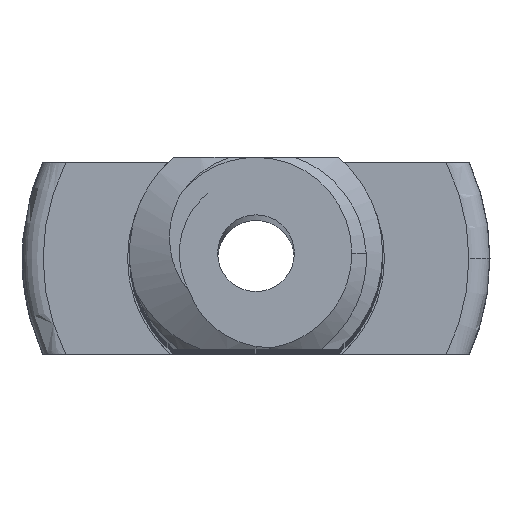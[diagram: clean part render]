
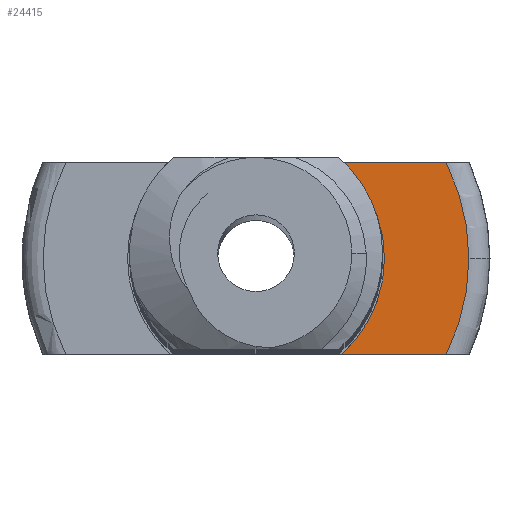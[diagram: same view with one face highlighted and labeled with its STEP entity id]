
A CAD part, top view. The second image highlights one B-rep face of the part: STEP entity #24415.
In plain terms, the highlighted planar face has unit normal (0, 0, 1).
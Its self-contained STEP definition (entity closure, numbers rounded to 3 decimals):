
#5856 = PLANE('',#5857);
#5857 = AXIS2_PLACEMENT_3D('',#5858,#5859,#5860);
#5858 = CARTESIAN_POINT('',(12.5,-2.5,91.716));
#5859 = DIRECTION('',(0.,1.,0.));
#5860 = DIRECTION('',(-1.,0.,0.));
#6645 = PLANE('',#6646);
#6646 = AXIS2_PLACEMENT_3D('',#6647,#6648,#6649);
#6647 = CARTESIAN_POINT('',(-12.5,2.5,91.716));
#6648 = DIRECTION('',(0.,-1.,0.));
#6649 = DIRECTION('',(1.,0.,0.));
#8526 = VERTEX_POINT('',#8527);
#8527 = CARTESIAN_POINT('',(2.23,-2.5,0.));
#8541 = CYLINDRICAL_SURFACE('',#8542,3.35);
#8542 = AXIS2_PLACEMENT_3D('',#8543,#8544,#8545);
#8543 = CARTESIAN_POINT('',(0.,0.,1.8)
  );
#8544 = DIRECTION('',(0.,0.,-1.));
#8545 = DIRECTION('',(1.,0.,0.));
#8553 = EDGE_CURVE('',#8554,#8526,#8556,.T.);
#8554 = VERTEX_POINT('',#8555);
#8555 = CARTESIAN_POINT('',(4.955,-2.5,0.));
#8556 = SURFACE_CURVE('',#8557,(#8561,#8568),.PCURVE_S1.);
#8557 = LINE('',#8558,#8559);
#8558 = CARTESIAN_POINT('',(6.25,-2.5,0.));
#8559 = VECTOR('',#8560,1.);
#8560 = DIRECTION('',(-1.,0.,0.));
#8561 = PCURVE('',#5856,#8562);
#8562 = DEFINITIONAL_REPRESENTATION('',(#8563),#8567);
#8563 = LINE('',#8564,#8565);
#8564 = CARTESIAN_POINT('',(6.25,-91.716));
#8565 = VECTOR('',#8566,1.);
#8566 = DIRECTION('',(1.,0.));
#8567 = ( GEOMETRIC_REPRESENTATION_CONTEXT(2) 
PARAMETRIC_REPRESENTATION_CONTEXT() REPRESENTATION_CONTEXT('2D SPACE',''
  ) );
#8568 = PCURVE('',#8569,#8574);
#8569 = PLANE('',#8570);
#8570 = AXIS2_PLACEMENT_3D('',#8571,#8572,#8573);
#8571 = CARTESIAN_POINT('',(0.,0.,
    0.));
#8572 = DIRECTION('',(0.,0.,-1.));
#8573 = DIRECTION('',(1.,0.,0.));
#8574 = DEFINITIONAL_REPRESENTATION('',(#8575),#8579);
#8575 = LINE('',#8576,#8577);
#8576 = CARTESIAN_POINT('',(6.25,2.5));
#8577 = VECTOR('',#8578,1.);
#8578 = DIRECTION('',(-1.,0.));
#8579 = ( GEOMETRIC_REPRESENTATION_CONTEXT(2) 
PARAMETRIC_REPRESENTATION_CONTEXT() REPRESENTATION_CONTEXT('2D SPACE',''
  ) );
#8635 = TOROIDAL_SURFACE('',#8636,5.55,0.55);
#8636 = AXIS2_PLACEMENT_3D('',#8637,#8638,#8639);
#8637 = CARTESIAN_POINT('',(0.,0.,-0.55)
  );
#8638 = DIRECTION('',(0.,0.,1.));
#8639 = DIRECTION('',(1.,0.,0.));
#19952 = TOROIDAL_SURFACE('',#19953,5.55,0.55);
#19953 = AXIS2_PLACEMENT_3D('',#19954,#19955,#19956);
#19954 = CARTESIAN_POINT('',(0.,0.,-0.55
    ));
#19955 = DIRECTION('',(0.,0.,1.));
#19956 = DIRECTION('',(1.,0.,0.));
#22062 = VERTEX_POINT('',#22063);
#22063 = CARTESIAN_POINT('',(4.955,2.5,0.));
#22141 = EDGE_CURVE('',#22142,#22062,#22144,.T.);
#22142 = VERTEX_POINT('',#22143);
#22143 = CARTESIAN_POINT('',(2.23,2.5,0.));
#22144 = SURFACE_CURVE('',#22145,(#22149,#22156),.PCURVE_S1.);
#22145 = LINE('',#22146,#22147);
#22146 = CARTESIAN_POINT('',(-6.25,2.5,0.));
#22147 = VECTOR('',#22148,1.);
#22148 = DIRECTION('',(1.,0.,0.));
#22149 = PCURVE('',#6645,#22150);
#22150 = DEFINITIONAL_REPRESENTATION('',(#22151),#22155);
#22151 = LINE('',#22152,#22153);
#22152 = CARTESIAN_POINT('',(6.25,-91.716));
#22153 = VECTOR('',#22154,1.);
#22154 = DIRECTION('',(1.,0.));
#22155 = ( GEOMETRIC_REPRESENTATION_CONTEXT(2) 
PARAMETRIC_REPRESENTATION_CONTEXT() REPRESENTATION_CONTEXT('2D SPACE',''
  ) );
#22156 = PCURVE('',#8569,#22157);
#22157 = DEFINITIONAL_REPRESENTATION('',(#22158),#22162);
#22158 = LINE('',#22159,#22160);
#22159 = CARTESIAN_POINT('',(-6.25,-2.5));
#22160 = VECTOR('',#22161,1.);
#22161 = DIRECTION('',(1.,0.));
#22162 = ( GEOMETRIC_REPRESENTATION_CONTEXT(2) 
PARAMETRIC_REPRESENTATION_CONTEXT() REPRESENTATION_CONTEXT('2D SPACE',''
  ) );
#22178 = CYLINDRICAL_SURFACE('',#22179,3.35);
#22179 = AXIS2_PLACEMENT_3D('',#22180,#22181,#22182);
#22180 = CARTESIAN_POINT('',(0.,0.,1.8)
  );
#22181 = DIRECTION('',(0.,0.,-1.));
#22182 = DIRECTION('',(1.,0.,0.));
#24370 = VERTEX_POINT('',#24371);
#24371 = CARTESIAN_POINT('',(3.35,0.,0.
    ));
#24394 = EDGE_CURVE('',#24370,#8526,#24395,.T.);
#24395 = SURFACE_CURVE('',#24396,(#24401,#24408),.PCURVE_S1.);
#24396 = CIRCLE('',#24397,3.35);
#24397 = AXIS2_PLACEMENT_3D('',#24398,#24399,#24400);
#24398 = CARTESIAN_POINT('',(0.,0.,
    0.));
#24399 = DIRECTION('',(0.,0.,-1.));
#24400 = DIRECTION('',(1.,0.,0.));
#24401 = PCURVE('',#8541,#24402);
#24402 = DEFINITIONAL_REPRESENTATION('',(#24403),#24407);
#24403 = LINE('',#24404,#24405);
#24404 = CARTESIAN_POINT('',(0.,1.8));
#24405 = VECTOR('',#24406,1.);
#24406 = DIRECTION('',(1.,0.));
#24407 = ( GEOMETRIC_REPRESENTATION_CONTEXT(2) 
PARAMETRIC_REPRESENTATION_CONTEXT() REPRESENTATION_CONTEXT('2D SPACE',''
  ) );
#24408 = PCURVE('',#8569,#24409);
#24409 = DEFINITIONAL_REPRESENTATION('',(#24410),#24414);
#24410 = CIRCLE('',#24411,3.35);
#24411 = AXIS2_PLACEMENT_2D('',#24412,#24413);
#24412 = CARTESIAN_POINT('',(0.,0.));
#24413 = DIRECTION('',(1.,0.));
#24414 = ( GEOMETRIC_REPRESENTATION_CONTEXT(2) 
PARAMETRIC_REPRESENTATION_CONTEXT() REPRESENTATION_CONTEXT('2D SPACE',''
  ) );
#24415 = ADVANCED_FACE('',(#24416),#8569,.F.);
#24416 = FACE_BOUND('',#24417,.T.);
#24417 = EDGE_LOOP('',(#24418,#24440,#24441,#24442,#24466,#24488));
#24418 = ORIENTED_EDGE('',*,*,#24419,.T.);
#24419 = EDGE_CURVE('',#22142,#24370,#24420,.T.);
#24420 = SURFACE_CURVE('',#24421,(#24426,#24433),.PCURVE_S1.);
#24421 = CIRCLE('',#24422,3.35);
#24422 = AXIS2_PLACEMENT_3D('',#24423,#24424,#24425);
#24423 = CARTESIAN_POINT('',(0.,0.,
    0.));
#24424 = DIRECTION('',(0.,0.,-1.));
#24425 = DIRECTION('',(1.,0.,0.));
#24426 = PCURVE('',#8569,#24427);
#24427 = DEFINITIONAL_REPRESENTATION('',(#24428),#24432);
#24428 = CIRCLE('',#24429,3.35);
#24429 = AXIS2_PLACEMENT_2D('',#24430,#24431);
#24430 = CARTESIAN_POINT('',(0.,0.));
#24431 = DIRECTION('',(1.,0.));
#24432 = ( GEOMETRIC_REPRESENTATION_CONTEXT(2) 
PARAMETRIC_REPRESENTATION_CONTEXT() REPRESENTATION_CONTEXT('2D SPACE',''
  ) );
#24433 = PCURVE('',#22178,#24434);
#24434 = DEFINITIONAL_REPRESENTATION('',(#24435),#24439);
#24435 = LINE('',#24436,#24437);
#24436 = CARTESIAN_POINT('',(0.,1.8));
#24437 = VECTOR('',#24438,1.);
#24438 = DIRECTION('',(1.,0.));
#24439 = ( GEOMETRIC_REPRESENTATION_CONTEXT(2) 
PARAMETRIC_REPRESENTATION_CONTEXT() REPRESENTATION_CONTEXT('2D SPACE',''
  ) );
#24440 = ORIENTED_EDGE('',*,*,#24394,.T.);
#24441 = ORIENTED_EDGE('',*,*,#8553,.F.);
#24442 = ORIENTED_EDGE('',*,*,#24443,.F.);
#24443 = EDGE_CURVE('',#24444,#8554,#24446,.T.);
#24444 = VERTEX_POINT('',#24445);
#24445 = CARTESIAN_POINT('',(5.55,0.,0.
    ));
#24446 = SURFACE_CURVE('',#24447,(#24452,#24459),.PCURVE_S1.);
#24447 = CIRCLE('',#24448,5.55);
#24448 = AXIS2_PLACEMENT_3D('',#24449,#24450,#24451);
#24449 = CARTESIAN_POINT('',(0.,0.,
    0.));
#24450 = DIRECTION('',(0.,0.,-1.));
#24451 = DIRECTION('',(1.,0.,0.));
#24452 = PCURVE('',#8569,#24453);
#24453 = DEFINITIONAL_REPRESENTATION('',(#24454),#24458);
#24454 = CIRCLE('',#24455,5.55);
#24455 = AXIS2_PLACEMENT_2D('',#24456,#24457);
#24456 = CARTESIAN_POINT('',(0.,0.));
#24457 = DIRECTION('',(1.,0.));
#24458 = ( GEOMETRIC_REPRESENTATION_CONTEXT(2) 
PARAMETRIC_REPRESENTATION_CONTEXT() REPRESENTATION_CONTEXT('2D SPACE',''
  ) );
#24459 = PCURVE('',#8635,#24460);
#24460 = DEFINITIONAL_REPRESENTATION('',(#24461),#24465);
#24461 = LINE('',#24462,#24463);
#24462 = CARTESIAN_POINT('',(0.,7.854));
#24463 = VECTOR('',#24464,1.);
#24464 = DIRECTION('',(-1.,0.));
#24465 = ( GEOMETRIC_REPRESENTATION_CONTEXT(2) 
PARAMETRIC_REPRESENTATION_CONTEXT() REPRESENTATION_CONTEXT('2D SPACE',''
  ) );
#24466 = ORIENTED_EDGE('',*,*,#24467,.F.);
#24467 = EDGE_CURVE('',#22062,#24444,#24468,.T.);
#24468 = SURFACE_CURVE('',#24469,(#24474,#24481),.PCURVE_S1.);
#24469 = CIRCLE('',#24470,5.55);
#24470 = AXIS2_PLACEMENT_3D('',#24471,#24472,#24473);
#24471 = CARTESIAN_POINT('',(0.,0.,
    0.));
#24472 = DIRECTION('',(0.,0.,-1.));
#24473 = DIRECTION('',(1.,0.,0.));
#24474 = PCURVE('',#8569,#24475);
#24475 = DEFINITIONAL_REPRESENTATION('',(#24476),#24480);
#24476 = CIRCLE('',#24477,5.55);
#24477 = AXIS2_PLACEMENT_2D('',#24478,#24479);
#24478 = CARTESIAN_POINT('',(0.,0.));
#24479 = DIRECTION('',(1.,0.));
#24480 = ( GEOMETRIC_REPRESENTATION_CONTEXT(2) 
PARAMETRIC_REPRESENTATION_CONTEXT() REPRESENTATION_CONTEXT('2D SPACE',''
  ) );
#24481 = PCURVE('',#19952,#24482);
#24482 = DEFINITIONAL_REPRESENTATION('',(#24483),#24487);
#24483 = LINE('',#24484,#24485);
#24484 = CARTESIAN_POINT('',(0.,7.854));
#24485 = VECTOR('',#24486,1.);
#24486 = DIRECTION('',(-1.,0.));
#24487 = ( GEOMETRIC_REPRESENTATION_CONTEXT(2) 
PARAMETRIC_REPRESENTATION_CONTEXT() REPRESENTATION_CONTEXT('2D SPACE',''
  ) );
#24488 = ORIENTED_EDGE('',*,*,#22141,.F.);
